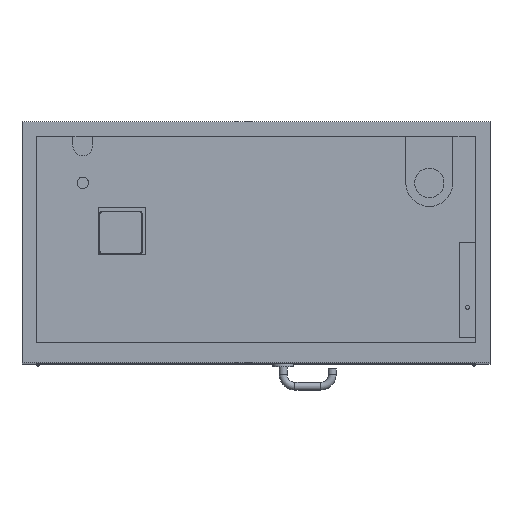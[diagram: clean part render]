
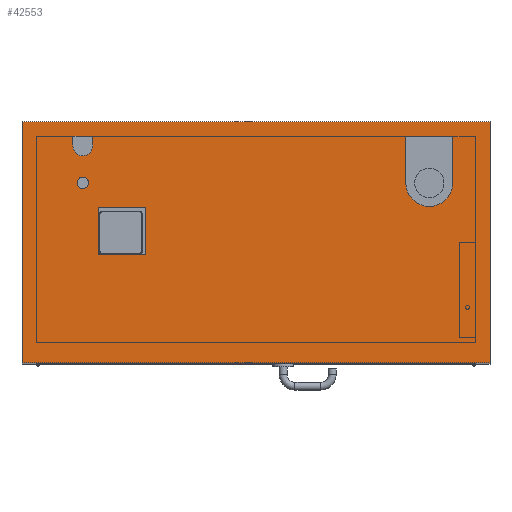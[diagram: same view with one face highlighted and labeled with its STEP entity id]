
A CAD part, top view. The second image highlights one B-rep face of the part: STEP entity #42553.
In plain terms, the highlighted planar face has unit normal (0, 0, 1).
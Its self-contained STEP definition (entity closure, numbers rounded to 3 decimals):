
#1053=FACE_BOUND('',#6806,.T.);
#1054=FACE_BOUND('',#6807,.T.);
#1055=FACE_BOUND('',#6808,.T.);
#1056=FACE_BOUND('',#6809,.T.);
#2405=PLANE('',#45057);
#4356=FACE_OUTER_BOUND('',#6805,.T.);
#6805=EDGE_LOOP('',(#35814,#35815,#35816,#35817));
#6806=EDGE_LOOP('',(#35818,#35819,#35820,#35821));
#6807=EDGE_LOOP('',(#35822,#35823,#35824,#35825));
#6808=EDGE_LOOP('',(#35826,#35827,#35828,#35829));
#6809=EDGE_LOOP('',(#35830));
#10761=LINE('',#67850,#15159);
#10829=LINE('',#67992,#15227);
#10836=LINE('',#68007,#15234);
#10840=LINE('',#68016,#15238);
#10843=LINE('',#68022,#15241);
#10846=LINE('',#68027,#15244);
#10885=LINE('',#68110,#15283);
#10887=LINE('',#68114,#15285);
#10888=LINE('',#68116,#15286);
#10893=LINE('',#68126,#15291);
#10895=LINE('',#68132,#15293);
#10930=LINE('',#68239,#15328);
#10932=LINE('',#68243,#15330);
#10934=LINE('',#68246,#15332);
#15159=VECTOR('',#53068,10.);
#15227=VECTOR('',#53180,10.);
#15234=VECTOR('',#53193,10.);
#15238=VECTOR('',#53199,10.);
#15241=VECTOR('',#53204,10.);
#15244=VECTOR('',#53209,10.);
#15283=VECTOR('',#53296,10.);
#15285=VECTOR('',#53300,10.);
#15286=VECTOR('',#53303,10.);
#15291=VECTOR('',#53312,10.);
#15293=VECTOR('',#53320,10.);
#15328=VECTOR('',#53447,10.);
#15330=VECTOR('',#53451,10.);
#15332=VECTOR('',#53455,10.);
#16760=CIRCLE('',#44973,60.);
#16763=CIRCLE('',#45007,25.);
#16764=CIRCLE('',#45010,14.5);
#20000=VERTEX_POINT('',#67847);
#20001=VERTEX_POINT('',#67849);
#20052=VERTEX_POINT('',#67989);
#20053=VERTEX_POINT('',#67991);
#20055=VERTEX_POINT('',#67997);
#20058=VERTEX_POINT('',#68005);
#20061=VERTEX_POINT('',#68013);
#20062=VERTEX_POINT('',#68015);
#20063=VERTEX_POINT('',#68019);
#20064=VERTEX_POINT('',#68021);
#20065=VERTEX_POINT('',#68025);
#20086=VERTEX_POINT('',#68112);
#20089=VERTEX_POINT('',#68124);
#20090=VERTEX_POINT('',#68128);
#20091=VERTEX_POINT('',#68135);
#20116=VERTEX_POINT('',#68238);
#20117=VERTEX_POINT('',#68242);
#25297=EDGE_CURVE('',#20001,#20000,#10761,.T.);
#25369=EDGE_CURVE('',#20053,#20052,#10829,.T.);
#25373=EDGE_CURVE('',#20052,#20055,#16760,.T.);
#25377=EDGE_CURVE('',#20055,#20058,#10836,.T.);
#25381=EDGE_CURVE('',#20062,#20061,#10840,.T.);
#25384=EDGE_CURVE('',#20064,#20063,#10843,.T.);
#25387=EDGE_CURVE('',#20063,#20065,#10846,.T.);
#25428=EDGE_CURVE('',#20058,#20053,#10885,.T.);
#25430=EDGE_CURVE('',#20065,#20086,#10887,.T.);
#25431=EDGE_CURVE('',#20086,#20064,#10888,.T.);
#25436=EDGE_CURVE('',#20061,#20089,#10893,.T.);
#25437=EDGE_CURVE('',#20090,#20062,#16763,.T.);
#25439=EDGE_CURVE('',#20089,#20090,#10895,.T.);
#25441=EDGE_CURVE('',#20091,#20091,#16764,.T.);
#25491=EDGE_CURVE('',#20116,#20001,#10930,.T.);
#25493=EDGE_CURVE('',#20117,#20116,#10932,.T.);
#25495=EDGE_CURVE('',#20000,#20117,#10934,.T.);
#35814=ORIENTED_EDGE('',*,*,#25297,.T.);
#35815=ORIENTED_EDGE('',*,*,#25495,.T.);
#35816=ORIENTED_EDGE('',*,*,#25493,.T.);
#35817=ORIENTED_EDGE('',*,*,#25491,.T.);
#35818=ORIENTED_EDGE('',*,*,#25373,.T.);
#35819=ORIENTED_EDGE('',*,*,#25377,.T.);
#35820=ORIENTED_EDGE('',*,*,#25428,.T.);
#35821=ORIENTED_EDGE('',*,*,#25369,.T.);
#35822=ORIENTED_EDGE('',*,*,#25430,.T.);
#35823=ORIENTED_EDGE('',*,*,#25431,.T.);
#35824=ORIENTED_EDGE('',*,*,#25384,.T.);
#35825=ORIENTED_EDGE('',*,*,#25387,.T.);
#35826=ORIENTED_EDGE('',*,*,#25436,.T.);
#35827=ORIENTED_EDGE('',*,*,#25439,.T.);
#35828=ORIENTED_EDGE('',*,*,#25437,.T.);
#35829=ORIENTED_EDGE('',*,*,#25381,.T.);
#35830=ORIENTED_EDGE('',*,*,#25441,.T.);
#42553=ADVANCED_FACE('',(#4356,#1053,#1054,#1055,#1056),#2405,.T.);
#44973=AXIS2_PLACEMENT_3D('',#67999,#53186,#53187);
#45007=AXIS2_PLACEMENT_3D('',#68129,#53315,#53316);
#45010=AXIS2_PLACEMENT_3D('',#68136,#53324,#53325);
#45057=AXIS2_PLACEMENT_3D('',#68247,#53456,#53457);
#53068=DIRECTION('',(1.,0.,0.));
#53180=DIRECTION('',(0.,-1.,0.));
#53186=DIRECTION('center_axis',(0.,0.,-1.));
#53187=DIRECTION('ref_axis',(-1.,0.,0.));
#53193=DIRECTION('',(0.,1.,0.));
#53199=DIRECTION('',(0.,1.,0.));
#53204=DIRECTION('',(0.,1.,0.));
#53209=DIRECTION('',(1.,0.,0.));
#53296=DIRECTION('',(1.,0.,0.));
#53300=DIRECTION('',(0.,-1.,0.));
#53303=DIRECTION('',(-1.,0.,0.));
#53312=DIRECTION('',(1.,0.,0.));
#53315=DIRECTION('center_axis',(0.,0.,-1.));
#53316=DIRECTION('ref_axis',(1.,0.,0.));
#53320=DIRECTION('',(0.,-1.,0.));
#53324=DIRECTION('center_axis',(0.,0.,-1.));
#53325=DIRECTION('ref_axis',(-1.,0.,0.));
#53447=DIRECTION('',(0.,-1.,0.));
#53451=DIRECTION('',(-1.,0.,0.));
#53455=DIRECTION('',(0.,1.,0.));
#53456=DIRECTION('center_axis',(0.,0.,1.));
#53457=DIRECTION('ref_axis',(1.,0.,0.));
#67847=CARTESIAN_POINT('',(596.88,-307.5,974.185));
#67849=CARTESIAN_POINT('',(-596.88,-307.5,974.185));
#67850=CARTESIAN_POINT('',(-596.88,-307.5,974.185));
#67989=CARTESIAN_POINT('',(502.,151.98,974.185));
#67991=CARTESIAN_POINT('',(502.,271.5,974.185));
#67992=CARTESIAN_POINT('',(502.,135.75,974.185));
#67997=CARTESIAN_POINT('',(382.,151.98,974.185));
#67999=CARTESIAN_POINT('Origin',(442.,151.98,974.185));
#68005=CARTESIAN_POINT('',(382.,271.5,974.185));
#68007=CARTESIAN_POINT('',(382.,75.99,974.185));
#68013=CARTESIAN_POINT('',(-467.,271.5,974.185));
#68015=CARTESIAN_POINT('',(-467.,246.,974.185));
#68016=CARTESIAN_POINT('',(-467.,123.,974.185));
#68019=CARTESIAN_POINT('',(-403.,87.98,974.185));
#68021=CARTESIAN_POINT('',(-403.,-32.02,974.185));
#68022=CARTESIAN_POINT('',(-403.,-16.01,974.185));
#68025=CARTESIAN_POINT('',(-283.,87.98,974.185));
#68027=CARTESIAN_POINT('',(-201.5,87.98,974.185));
#68110=CARTESIAN_POINT('',(191.,271.5,974.185));
#68112=CARTESIAN_POINT('',(-283.,-32.02,974.185));
#68114=CARTESIAN_POINT('',(-283.,43.99,974.185));
#68116=CARTESIAN_POINT('',(-141.5,-32.02,974.185));
#68124=CARTESIAN_POINT('',(-417.,271.5,974.185));
#68126=CARTESIAN_POINT('',(-233.5,271.5,974.185));
#68128=CARTESIAN_POINT('',(-417.,246.,974.185));
#68129=CARTESIAN_POINT('Origin',(-442.,246.,974.185));
#68132=CARTESIAN_POINT('',(-417.,135.75,974.185));
#68135=CARTESIAN_POINT('',(-427.5,151.98,974.185));
#68136=CARTESIAN_POINT('Origin',(-442.,151.98,974.185));
#68238=CARTESIAN_POINT('',(-596.88,307.5,974.185));
#68239=CARTESIAN_POINT('',(-596.88,307.5,974.185));
#68242=CARTESIAN_POINT('',(596.88,307.5,974.185));
#68243=CARTESIAN_POINT('',(596.88,307.5,974.185));
#68246=CARTESIAN_POINT('',(596.88,-307.5,974.185));
#68247=CARTESIAN_POINT('Origin',(0.,0.,
974.185));
